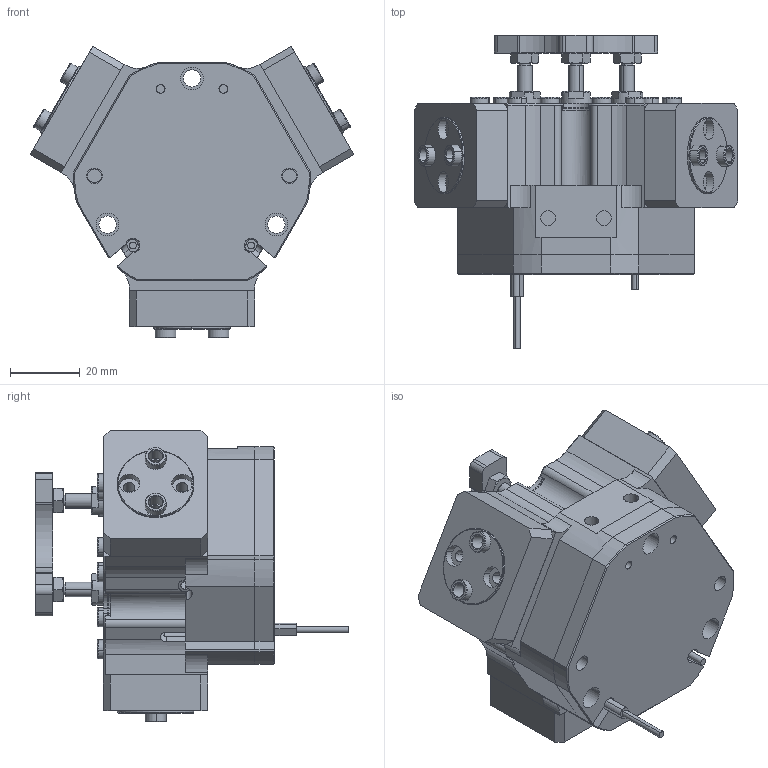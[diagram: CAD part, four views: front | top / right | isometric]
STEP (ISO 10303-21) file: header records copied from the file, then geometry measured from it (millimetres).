
FILE_DESCRIPTION (( 'STEP AP203' ), '1' );
FILE_NAME ('TZF42²úÆ·.STEP', '2025-09-19T08:25:35', ( 'USER-' ), ( 'Microsoft' ), 'SwSTEP 2.0', 'SolidWorks 2018', '' );
FILE_SCHEMA (( 'CONFIG_CONTROL_DESIGN' ));
Length unit declared in the file: millimetre
Products named in the file (16): TZT42-78-M-08 芢啣; 16x8-R1.5; TZF42莉こ; 棠羲換覜ん; TZF42-M-05 菁裔啣; ﾏ擎ﾗ6｡ﾁ4｡ﾁ5; TZF42-M-07 躇猾祧菜; TZF42-M-06 奻揤啣; TZF42-M-01 褲极; TZF42-M-10-1 蹟恇唅极; M4蹟譫尨砩; TRF64-NC-05 耜猾极; TRF64-NC-08 侧板密封圈; TZF42-M-A 忒硌薊极; M3x6情芛蹟隊; TZF42-M-10-2 芢裝极
Assembly tree (42 placements, depth 2):
  TZF42莉こ
    TZF42-M-01 褲极
    TZF42-M-A 忒硌薊极  x3
    TRF64-NC-05 耜猾极  x3
    TRF64-NC-08 侧板密封圈
    TZF42-M-05 菁裔啣
    TZF42-M-07 躇猾祧菜
    TZF42-M-06 奻揤啣
    M3x6情芛蹟隊  x12
    TZT42-78-M-08 芢啣
    TZF42-M-10-1 蹟恇唅极  x3
    TZF42-M-10-2 芢裝极  x3
    M4蹟譫尨砩  x3
    棠羲換覜ん  x2
    16x8-R1.5
    ﾏ擎ﾗ6｡ﾁ4｡ﾁ5  x6
Bounding box: 93 x 89.87 x 83.73 mm (x, y, z)
Volume: 170332.5 mm3; surface area: 71941.2 mm2
Topology: 42 solids, 42 shells, 1827 faces, 4612 edges, 2968 vertices
Faces by surface type: plane 832, cylinder 631, cone 185, bspline 155, torus 24
Entity records: 49210 total; most frequent: CARTESIAN_POINT 13958, ORIENTED_EDGE 7026, DIRECTION 6510, EDGE_CURVE 3513, VERTEX_POINT 2288, AXIS2_PLACEMENT_3D 2196, VECTOR 2118, LINE 2118
